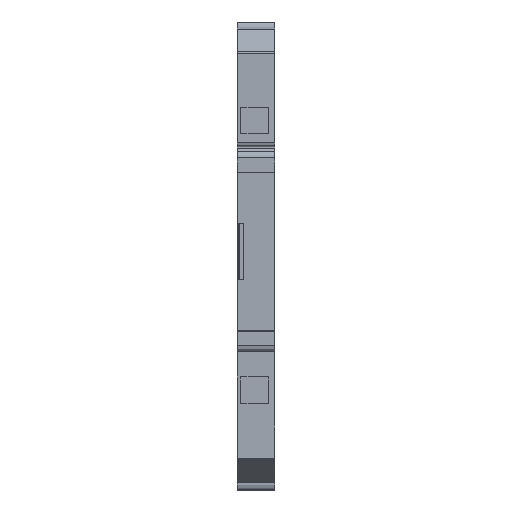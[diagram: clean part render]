
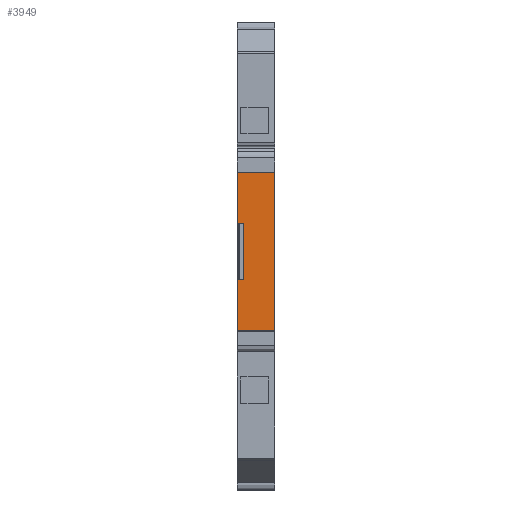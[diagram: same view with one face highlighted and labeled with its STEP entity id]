
A CAD part, top view. The second image highlights one B-rep face of the part: STEP entity #3949.
In plain terms, the highlighted planar face has unit normal (0, 0, 1).
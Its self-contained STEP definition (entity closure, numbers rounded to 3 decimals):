
#395=CARTESIAN_POINT('',(0.,6.972,60.13));
#396=VERTEX_POINT('',#395);
#403=CARTESIAN_POINT('',(0.,-18.179,60.13));
#404=VERTEX_POINT('',#403);
#405=CARTESIAN_POINT('',(0.,-18.179,60.13));
#406=DIRECTION('',(0.,1.,0.));
#407=VECTOR('',#406,25.151);
#408=LINE('',#405,#407);
#409=EDGE_CURVE('',#404,#396,#408,.T.);
#3512=CARTESIAN_POINT('',(-6.,6.972,60.13));
#3513=VERTEX_POINT('',#3512);
#3514=CARTESIAN_POINT('',(0.,6.972,60.13));
#3515=DIRECTION('',(-1.,0.,0.));
#3516=VECTOR('',#3515,6.);
#3517=LINE('',#3514,#3516);
#3518=EDGE_CURVE('',#396,#3513,#3517,.T.);
#3535=CARTESIAN_POINT('',(-5.,-2.382,60.13));
#3536=VERTEX_POINT('',#3535);
#3537=CARTESIAN_POINT('',(-5.65,-2.382,60.13));
#3538=VERTEX_POINT('',#3537);
#3539=CARTESIAN_POINT('',(-5.,-2.382,60.13));
#3540=DIRECTION('',(-1.,0.,0.));
#3541=VECTOR('',#3540,0.65);
#3542=LINE('',#3539,#3541);
#3543=EDGE_CURVE('',#3536,#3538,#3542,.T.);
#3885=CARTESIAN_POINT('',(-5.,-8.825,60.13));
#3886=VERTEX_POINT('',#3885);
#3893=CARTESIAN_POINT('',(-5.65,-8.825,60.13));
#3894=VERTEX_POINT('',#3893);
#3895=CARTESIAN_POINT('',(-5.,-8.825,60.13));
#3896=DIRECTION('',(-1.,0.,0.));
#3897=VECTOR('',#3896,0.65);
#3898=LINE('',#3895,#3897);
#3899=EDGE_CURVE('',#3886,#3894,#3898,.T.);
#3910=CARTESIAN_POINT('',(-3.,-6.213,60.13));
#3911=DIRECTION('',(0.,-1.,0.));
#3912=DIRECTION('',(-0.,-0.,-1.));
#3913=AXIS2_PLACEMENT_3D('',#3910,#3912,#3911);
#3914=PLANE('',#3913);
#3915=ORIENTED_EDGE('',*,*,#409,.F.);
#3916=CARTESIAN_POINT('',(-6.,-18.179,60.13));
#3917=VERTEX_POINT('',#3916);
#3918=CARTESIAN_POINT('',(0.,-18.179,60.13));
#3919=DIRECTION('',(-1.,0.,0.));
#3920=VECTOR('',#3919,6.);
#3921=LINE('',#3918,#3920);
#3922=EDGE_CURVE('',#404,#3917,#3921,.T.);
#3923=ORIENTED_EDGE('E395',*,*,#3922,.T.);
#3924=CARTESIAN_POINT('',(-6.,-18.179,60.13));
#3925=DIRECTION('',(0.,1.,0.));
#3926=VECTOR('',#3925,25.151);
#3927=LINE('',#3924,#3926);
#3928=EDGE_CURVE('',#3917,#3513,#3927,.T.);
#3929=ORIENTED_EDGE('E241',*,*,#3928,.T.);
#3930=ORIENTED_EDGE('E241',*,*,#3518,.F.);
#3931=EDGE_LOOP('',(#3915,#3923,#3929,#3930));
#3932=FACE_OUTER_BOUND('',#3931,.F.);
#3933=ORIENTED_EDGE('',*,*,#3543,.T.);
#3934=CARTESIAN_POINT('',(-5.65,-2.382,60.13));
#3935=DIRECTION('',(0.,-1.,0.));
#3936=VECTOR('',#3935,6.444);
#3937=LINE('',#3934,#3936);
#3938=EDGE_CURVE('',#3538,#3894,#3937,.T.);
#3939=ORIENTED_EDGE('E588',*,*,#3938,.T.);
#3940=ORIENTED_EDGE('E588',*,*,#3899,.F.);
#3941=CARTESIAN_POINT('',(-5.,-2.382,60.13));
#3942=DIRECTION('',(0.,-1.,0.));
#3943=VECTOR('',#3942,6.444);
#3944=LINE('',#3941,#3943);
#3945=EDGE_CURVE('',#3536,#3886,#3944,.T.);
#3946=ORIENTED_EDGE('E597',*,*,#3945,.F.);
#3947=EDGE_LOOP('',(#3933,#3939,#3940,#3946));
#3948=FACE_BOUND('',#3947,.F.);
#3949=ADVANCED_FACE('F89',(#3932,#3948),#3914,.F.);
